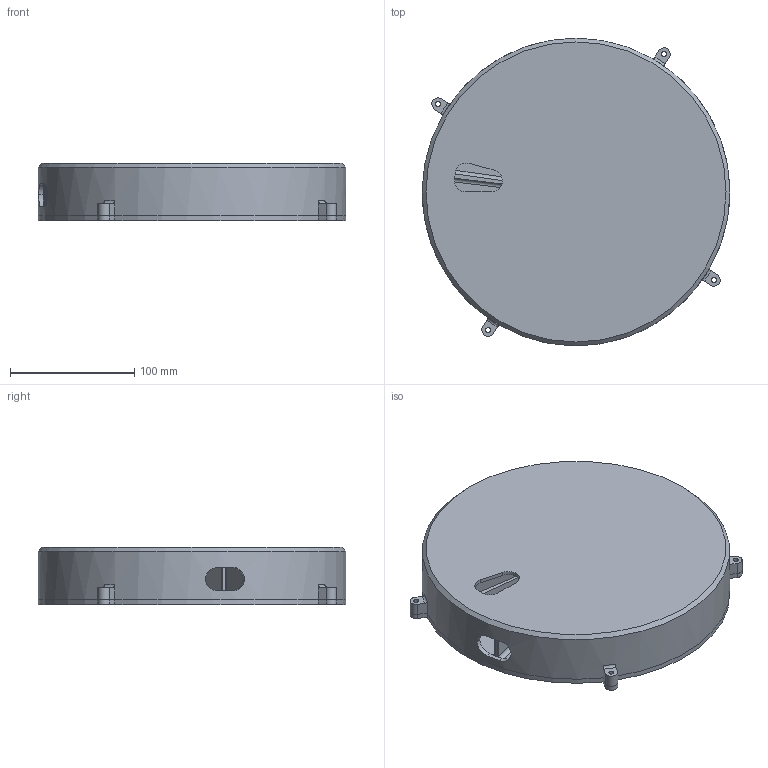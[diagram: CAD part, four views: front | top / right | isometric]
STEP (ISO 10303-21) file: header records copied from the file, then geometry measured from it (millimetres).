
FILE_DESCRIPTION(/* description */ (''),/* implementation_level */ '2;1');
FILE_NAME(/* name */ 'Pill dispenser v2.step',/* time_stamp */ '2024-06-29T18:16:14+01:00',/* author */ (''),/* organization */ (''),/* preprocessor_version */ 'ST-DEVELOPER v20',/* originating_system */ 'Autodesk Translation Framework v13.14.0.145',/* authorisation */ '');
FILE_SCHEMA (('AUTOMOTIVE_DESIGN { 1 0 10303 214 3 1 1 }'));
Length unit declared in the file: millimetre
Products named in the file (4): Pill dispenser; Spinner; Top Housing; Bearing
Assembly tree (4 placements, depth 2):
  Pill dispenser
    Spinner
    Bearing  x2
    Top Housing
Bounding box: 248 x 248 x 46 mm (x, y, z)
Volume: 766142.8 mm3; surface area: 488193.6 mm2
Topology: 5 solids, 5 shells, 438 faces, 1124 edges, 703 vertices
Faces by surface type: cylinder 189, plane 120, bspline 78, torus 29, cone 16, sphere 6
Full cylindrical faces by diameter (mm): 3.15 x4, 4 x8, 8 x1, 17.7 x1, 19.7 x2, 20 x2, 23 x4, 29 x4, 32 x2, 241 x1, 248 x1
Entity records: 15741 total; most frequent: CARTESIAN_POINT 5489, ORIENTED_EDGE 2212, DIRECTION 2015, EDGE_CURVE 1106, AXIS2_PLACEMENT_3D 803, VERTEX_POINT 691, EDGE_LOOP 469, FACE_OUTER_BOUND 426
